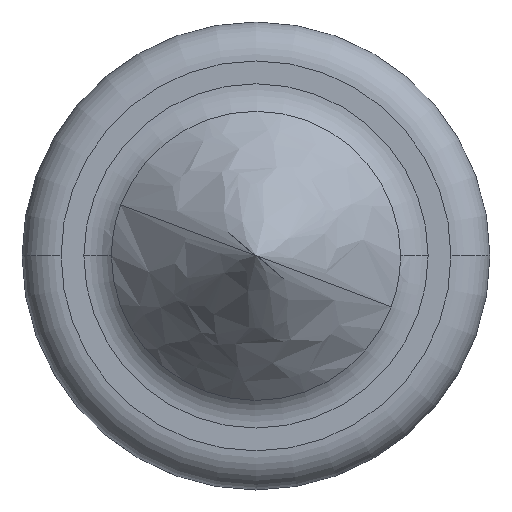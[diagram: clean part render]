
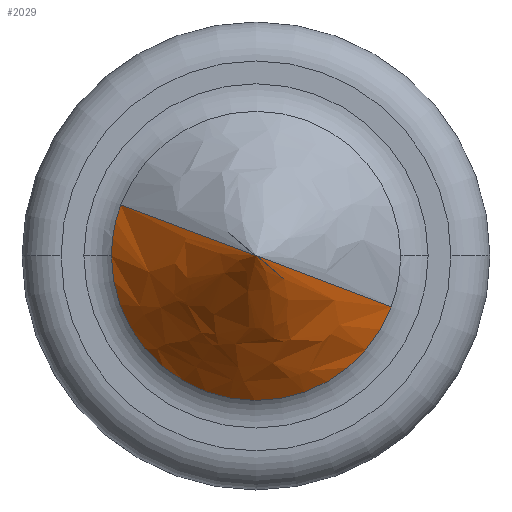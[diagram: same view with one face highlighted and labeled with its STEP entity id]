
A CAD part, top view. The second image highlights one B-rep face of the part: STEP entity #2029.
In plain terms, the highlighted free-form (B-spline) face has degree [3, 1] with [7, 2] control points.
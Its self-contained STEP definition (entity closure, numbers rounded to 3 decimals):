
#16 = B_SPLINE_CURVE_WITH_KNOTS ( 'NONE', 1,
 ( #804, #1508 ),
 .UNSPECIFIED., .F., .F.,
 ( 2, 2 ),
 ( 0.073, 1. ),
 .UNSPECIFIED. ) ;
#243 = ORIENTED_EDGE ( 'NONE', *, *, #823, .T. ) ;
#264 = CARTESIAN_POINT ( 'NONE',  ( 0., 0., 6. ) ) ;
#417 = CARTESIAN_POINT ( 'NONE',  ( 6.57, 6.07, 2. ) ) ;
#635 = B_SPLINE_CURVE_WITH_KNOTS ( 'NONE', 1,
 ( #2480, #2166 ),
 .UNSPECIFIED., .F., .F.,
 ( 2, 2 ),
 ( 0.073, 1. ),
 .UNSPECIFIED. ) ;
#710 = CARTESIAN_POINT ( 'NONE',  ( -3.742, 1.414, 2. ) ) ;
#727 = CARTESIAN_POINT ( 'NONE',  ( 0.001, 0., 6. ) ) ;
#741 = CARTESIAN_POINT ( 'NONE',  ( 0.001, 0., 6. ) ) ;
#804 = CARTESIAN_POINT ( 'NONE',  ( -3.468, 1.31, 2.293 ) ) ;
#823 = EDGE_CURVE ( 'NONE', #1460, #3586, #1709, .T. ) ;
#989 = CIRCLE ( 'NONE', #1414, 0.001 ) ;
#1016 = DIRECTION ( 'NONE',  ( 1., 0., 0. ) ) ;
#1078 = DIRECTION ( 'NONE',  ( 1., 0., 0. ) ) ;
#1162 = CARTESIAN_POINT ( 'NONE',  ( 3.468, -1.31, 2.293 ) ) ;
#1391 = DIRECTION ( 'NONE',  ( 0., 0., 1. ) ) ;
#1397 = ORIENTED_EDGE ( 'NONE', *, *, #3517, .T. ) ;
#1414 = AXIS2_PLACEMENT_3D ( 'NONE', #264, #2917, #1535 ) ;
#1432 = CARTESIAN_POINT ( 'NONE',  ( 3.742, -1.414, 2. ) ) ;
#1460 = VERTEX_POINT ( 'NONE', #2732 ) ;
#1471 = EDGE_LOOP ( 'NONE', ( #2088, #3535, #243, #1397, #3461 ) ) ;
#1508 = CARTESIAN_POINT ( 'NONE',  ( -0.001, 0., 6. ) ) ;
#1535 = DIRECTION ( 'NONE',  ( 1., 0., 0. ) ) ;
#1552 = EDGE_CURVE ( 'NONE', #3666, #1460, #2140, .T. ) ;
#1561 =( BOUNDED_SURFACE ( )  B_SPLINE_SURFACE ( 3, 1, ( 
 ( #1432, #741 ),
 ( #417, #3440 ),
 ( #1705, #4069 ),
 ( #710, #3077 ),
 ( #4086, #3406 ),
 ( #4053, #3388 ),
 ( #3762, #727 ) ),
 .UNSPECIFIED., .T., .F., .T. ) 
 B_SPLINE_SURFACE_WITH_KNOTS ( ( 4, 3, 4 ),
 ( 2, 2 ),
 ( 0., 0.5, 1. ),
 ( 0., 1. ),
 .UNSPECIFIED. ) 
 GEOMETRIC_REPRESENTATION_ITEM ( )  RATIONAL_B_SPLINE_SURFACE ( (
 ( 1., 1.),
 ( 0.333, 0.333),
 ( 0.333, 0.333),
 ( 1., 1.),
 ( 0.333, 0.333),
 ( 0.333, 0.333),
 ( 1., 1.) ) ) 
 REPRESENTATION_ITEM ( '' )  SURFACE ( )  );
#1705 = CARTESIAN_POINT ( 'NONE',  ( -0.914, 8.897, 2. ) ) ;
#1709 = CIRCLE ( 'NONE', #3225, 3.707 ) ;
#2029 = ADVANCED_FACE ( 'NONE', ( #4222 ), #1561, .T. ) ;
#2088 = ORIENTED_EDGE ( 'NONE', *, *, #3508, .F. ) ;
#2140 = CIRCLE ( 'NONE', #2918, 3.707 ) ;
#2166 = CARTESIAN_POINT ( 'NONE',  ( 0.001, 0., 6. ) ) ;
#2339 = CARTESIAN_POINT ( 'NONE',  ( 0., 0., 2.293 ) ) ;
#2443 = CARTESIAN_POINT ( 'NONE',  ( 0., 0., 2.293 ) ) ;
#2480 = CARTESIAN_POINT ( 'NONE',  ( 3.468, -1.31, 2.293 ) ) ;
#2509 = VERTEX_POINT ( 'NONE', #4116 ) ;
#2672 = CARTESIAN_POINT ( 'NONE',  ( 0.001, 0., 6. ) ) ;
#2732 = CARTESIAN_POINT ( 'NONE',  ( -3.707, 0., 2.293 ) ) ;
#2840 = EDGE_CURVE ( 'NONE', #2509, #3923, #989, .T. ) ;
#2917 = DIRECTION ( 'NONE',  ( 0., 0., 1. ) ) ;
#2918 = AXIS2_PLACEMENT_3D ( 'NONE', #2443, #1391, #1078 ) ;
#3077 = CARTESIAN_POINT ( 'NONE',  ( -0.001, 0., 6. ) ) ;
#3225 = AXIS2_PLACEMENT_3D ( 'NONE', #2339, #3983, #1016 ) ;
#3388 = CARTESIAN_POINT ( 'NONE',  ( 0.001, -0.002, 6. ) ) ;
#3406 = CARTESIAN_POINT ( 'NONE',  ( -0.001, -0.002, 6. ) ) ;
#3440 = CARTESIAN_POINT ( 'NONE',  ( 0.001, 0.002, 6. ) ) ;
#3461 = ORIENTED_EDGE ( 'NONE', *, *, #2840, .F. ) ;
#3508 = EDGE_CURVE ( 'NONE', #3666, #2509, #16, .T. ) ;
#3517 = EDGE_CURVE ( 'NONE', #3586, #3923, #635, .T. ) ;
#3535 = ORIENTED_EDGE ( 'NONE', *, *, #1552, .T. ) ;
#3586 = VERTEX_POINT ( 'NONE', #1162 ) ;
#3666 = VERTEX_POINT ( 'NONE', #4191 ) ;
#3762 = CARTESIAN_POINT ( 'NONE',  ( 3.742, -1.414, 2. ) ) ;
#3923 = VERTEX_POINT ( 'NONE', #2672 ) ;
#3983 = DIRECTION ( 'NONE',  ( 0., 0., 1. ) ) ;
#4053 = CARTESIAN_POINT ( 'NONE',  ( 0.914, -8.897, 2. ) ) ;
#4069 = CARTESIAN_POINT ( 'NONE',  ( -0.001, 0.002, 6. ) ) ;
#4086 = CARTESIAN_POINT ( 'NONE',  ( -6.57, -6.07, 2. ) ) ;
#4116 = CARTESIAN_POINT ( 'NONE',  ( -0.001, 0., 6. ) ) ;
#4191 = CARTESIAN_POINT ( 'NONE',  ( -3.468, 1.31, 2.293 ) ) ;
#4222 = FACE_OUTER_BOUND ( 'NONE', #1471, .T. ) ;
